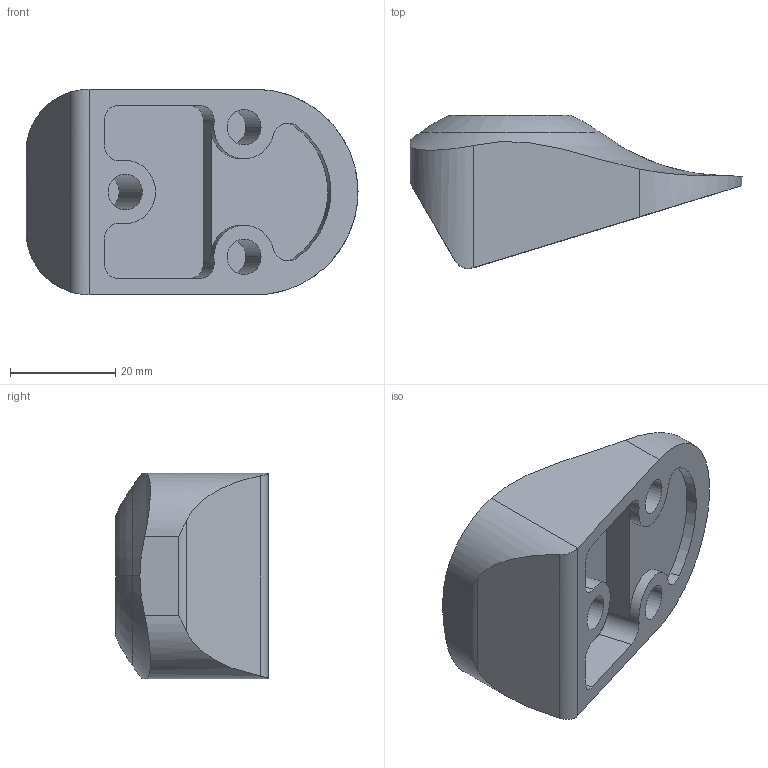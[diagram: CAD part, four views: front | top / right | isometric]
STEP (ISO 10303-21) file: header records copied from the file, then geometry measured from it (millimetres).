
FILE_DESCRIPTION (( 'STEP AP214' ), '1' );
FILE_NAME ('TI.K2.0014.STEP', '2023-01-23T08:38:08', ( '' ), ( '' ), 'SwSTEP 2.0', 'SolidWorks 2022', '' );
FILE_SCHEMA (( 'AUTOMOTIVE_DESIGN' ));
Length unit declared in the file: millimetre
Products named in the file (1): TI.K2.0014
Bounding box: 63 x 29.03 x 39 mm (x, y, z)
Volume: 28439.8 mm3; surface area: 9281.2 mm2
Topology: 1 solids, 1 shells, 55 faces, 136 edges, 88 vertices
Faces by surface type: cylinder 29, plane 20, torus 4, cone 2
Entity records: 1857 total; most frequent: CARTESIAN_POINT 471, DIRECTION 294, ORIENTED_EDGE 272, EDGE_CURVE 136, AXIS2_PLACEMENT_3D 119, VERTEX_POINT 88, CIRCLE 63, EDGE_LOOP 60
